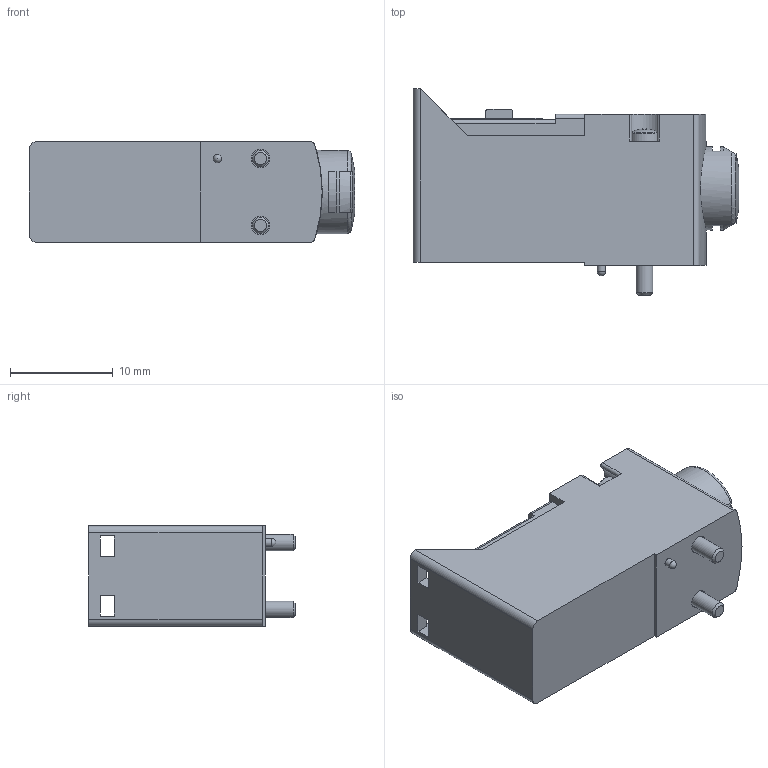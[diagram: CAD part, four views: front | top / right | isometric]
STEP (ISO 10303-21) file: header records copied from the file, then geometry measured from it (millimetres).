
FILE_DESCRIPTION(/* description */ ('STEP AP214'),/* implementation_level */ '2;1');
FILE_NAME(/* name */ '8025225_MHA1-M5R-3_2G-06-P3',/* time_stamp */ '2024-09-05T11:21:44+02:00',/* author */ ('License CC BY-ND 4.0'),/* organization */ ('CADENAS'),/* preprocessor_version */ 'ST-DEVELOPER v19.3',/* originating_system */ 'PARTsolutions',/* authorisation */ ' ');
FILE_SCHEMA (('AUTOMOTIVE_DESIGN {1 0 10303 214 3 1 1}'));
Length unit declared in the file: millimetre
Products named in the file (3): 8025225 MHA1-M5R-3/2G-0,6-P3; 8025225 MHA1-M5R-3/2G-0,6-P3_p; 645502 M1.6X15
Assembly tree (3 placements, depth 2):
  8025225 MHA1-M5R-3/2G-0,6-P3
    8025225 MHA1-M5R-3/2G-0,6-P3_p
    645502 M1.6X15  x2
Bounding box: 31.66 x 20.1 x 9.8 mm (x, y, z)
Volume: 3991.3 mm3; surface area: 2226.7 mm2
Topology: 3 solids, 3 shells, 163 faces, 413 edges, 266 vertices
Faces by surface type: plane 101, cylinder 43, torus 11, cone 6, sphere 2
Full cylindrical faces by diameter (mm): 0.8 x1, 1.3 x2, 1.45 x1, 1.6 x2, 1.7 x1, 1.8 x2, 2.9 x2, 3.9 x1, 8.1 x1
Entity records: 4944 total; most frequent: CARTESIAN_POINT 776, DIRECTION 693, ORIENTED_EDGE 666, EDGE_CURVE 333, AXIS2_PLACEMENT_3D 242, VERTEX_POINT 226, LINE 209, VECTOR 209
